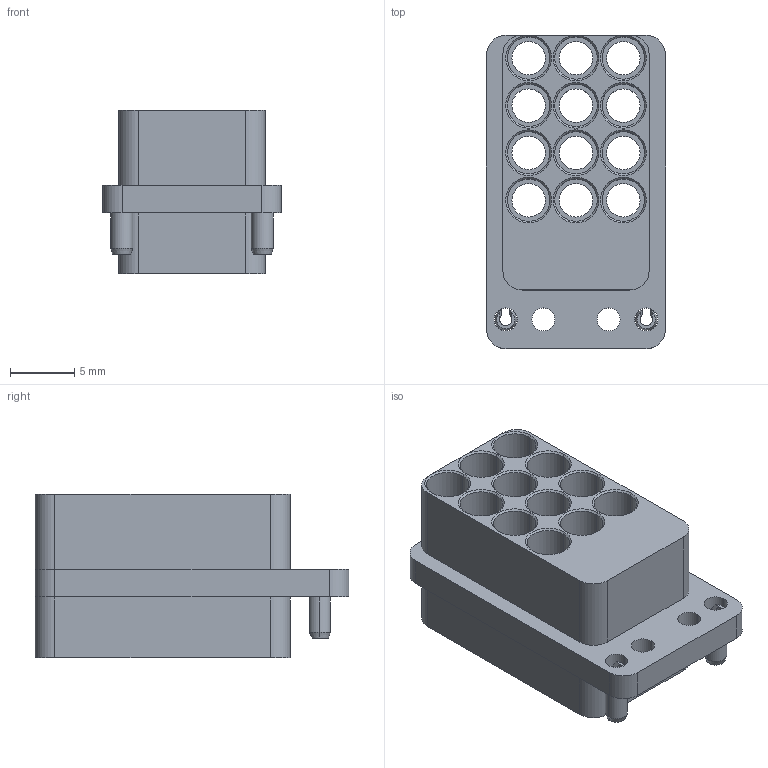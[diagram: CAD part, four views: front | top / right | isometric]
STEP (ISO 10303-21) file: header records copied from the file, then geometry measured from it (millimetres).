
FILE_DESCRIPTION (( 'STEP AP214' ), '1' );
FILE_NAME ('FMCN49831_3D.step', '2023-09-20T09:15:40', ( '' ), ( '' ), 'SwSTEP 2.0', 'SolidWorks 2022', '' );
FILE_SCHEMA (( 'AUTOMOTIVE_DESIGN' ));
Length unit declared in the file: foot
Products named in the file (4): SMPS VITA 67.3 12 Port Backplane Module C(003-VTD12C-CS)^FMCN49831; 003-VTD12C-CS^SMPS VITA 67.3 12 Port Backplane Module C(003-VTD12C-CS)_FMCN49831; FMCN49831_3D; C^SMPS VITA 67.3 12 Port Backplane Module C(003-VTD12C-CS)_FMCN49831
Assembly tree (4 placements, depth 3):
  FMCN49831_3D
    SMPS VITA 67.3 12 Port Backplane Module C(003-VTD12C-CS)^FMCN49831
      C^SMPS VITA 67.3 12 Port Backplane Module C(003-VTD12C-CS)_FMCN49831  x2
      003-VTD12C-CS^SMPS VITA 67.3 12 Port Backplane Module C(003-VTD12C-CS)_FMCN49831
Bounding box: 13.92 x 24.38 x 12.74 mm (x, y, z)
Volume: 1812.9 mm3; surface area: 2979.5 mm2
Topology: 3 solids, 3 shells, 182 faces, 426 edges, 259 vertices
Faces by surface type: cylinder 74, cone 66, plane 42
Entity records: 4930 total; most frequent: DIRECTION 913, CARTESIAN_POINT 840, ORIENTED_EDGE 768, EDGE_CURVE 384, AXIS2_PLACEMENT_3D 370, VERTEX_POINT 235, EDGE_LOOP 203, CIRCLE 200
